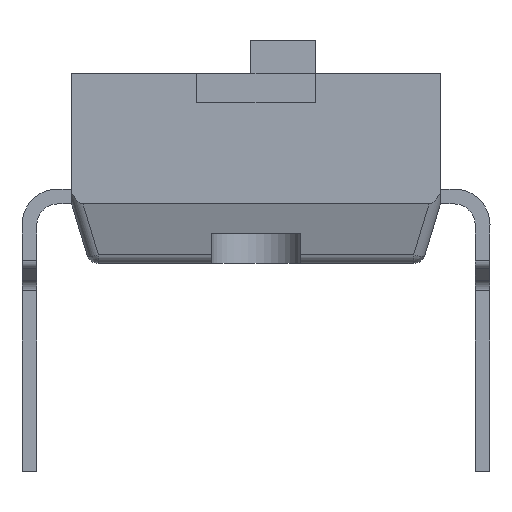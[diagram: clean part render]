
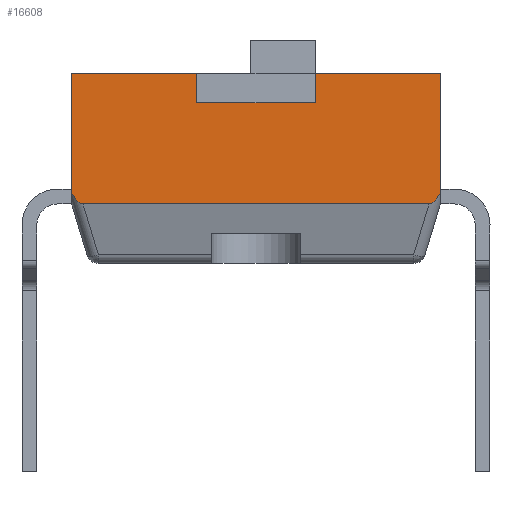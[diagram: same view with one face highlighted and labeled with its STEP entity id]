
A CAD part, left-side view. The second image highlights one B-rep face of the part: STEP entity #16608.
In plain terms, the highlighted planar face has unit normal (-1, 0, 0).
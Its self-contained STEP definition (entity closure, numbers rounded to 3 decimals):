
#270 = VERTEX_POINT ( 'NONE', #10557 ) ;
#544 = EDGE_CURVE ( 'NONE', #13193, #12479, #6910, .T. ) ;
#953 = VECTOR ( 'NONE', #17116, 1000. ) ;
#1147 = DIRECTION ( 'NONE',  ( -1., 0., 0. ) ) ;
#1219 = CARTESIAN_POINT ( 'NONE',  ( -8.12, 2.961, -2.2 ) ) ;
#1480 = EDGE_CURVE ( 'NONE', #8975, #11985, #12845, .T. ) ;
#1692 = CARTESIAN_POINT ( 'NONE',  ( -8.12, 2.726, 0. ) ) ;
#2090 = VERTEX_POINT ( 'NONE', #15791 ) ;
#2156 = VECTOR ( 'NONE', #13895, 1000. ) ;
#2335 = LINE ( 'NONE', #9690, #953 ) ;
#2553 = CARTESIAN_POINT ( 'NONE',  ( -8.12, 0.996, -3.1 ) ) ;
#2785 = ORIENTED_EDGE ( 'NONE', *, *, #8821, .T. ) ;
#3086 = CARTESIAN_POINT ( 'NONE',  ( -8.12, -3.1, -2.016 ) ) ;
#4157 = LINE ( 'NONE', #11823, #18977 ) ;
#4334 = LINE ( 'NONE', #15296, #2156 ) ;
#4880 = CARTESIAN_POINT ( 'NONE',  ( -8.12, -3.028, -2.136 ) ) ;
#5414 = EDGE_CURVE ( 'NONE', #18182, #270, #4334, .T. ) ;
#5527 =( BOUNDED_CURVE ( )  B_SPLINE_CURVE ( 3, ( #3086, #4880, #9248, #17049 ),
 .UNSPECIFIED., .F., .T. ) 
 B_SPLINE_CURVE_WITH_KNOTS ( ( 4, 4 ),
 ( 2.315, 3.059 ),
 .UNSPECIFIED. ) 
 CURVE ( )  GEOMETRIC_REPRESENTATION_ITEM ( )  RATIONAL_B_SPLINE_CURVE ( ( 1., 0.954, 0.954, 1. ) ) 
 REPRESENTATION_ITEM ( '' )  );
#5857 = ORIENTED_EDGE ( 'NONE', *, *, #5414, .F. ) ;
#6119 = DIRECTION ( 'NONE',  ( 0., 0., 1. ) ) ;
#6219 = LINE ( 'NONE', #12110, #17283 ) ;
#6539 = AXIS2_PLACEMENT_3D ( 'NONE', #14841, #1147, #14734 ) ;
#6615 = CARTESIAN_POINT ( 'NONE',  ( -8.12, 3.1, -2.016 ) ) ;
#6768 = EDGE_CURVE ( 'NONE', #11985, #16010, #4157, .T. ) ;
#6910 = LINE ( 'NONE', #16105, #18532 ) ;
#7199 = DIRECTION ( 'NONE',  ( 0., 0., -1. ) ) ;
#7293 = CARTESIAN_POINT ( 'NONE',  ( -8.12, 2.908, -2.2 ) ) ;
#7764 = DIRECTION ( 'NONE',  ( 0., 1., 0. ) ) ;
#8026 = VERTEX_POINT ( 'NONE', #6615 ) ;
#8323 = VECTOR ( 'NONE', #18951, 1000. ) ;
#8821 = EDGE_CURVE ( 'NONE', #12479, #8975, #12978, .T. ) ;
#8975 = VERTEX_POINT ( 'NONE', #18581 ) ;
#9010 = ORIENTED_EDGE ( 'NONE', *, *, #15597, .T. ) ;
#9248 = CARTESIAN_POINT ( 'NONE',  ( -8.12, -2.961, -2.2 ) ) ;
#9690 = CARTESIAN_POINT ( 'NONE',  ( -8.12, 3.1, -3.1 ) ) ;
#9936 = EDGE_CURVE ( 'NONE', #16010, #8026, #2335, .T. ) ;
#10111 = ORIENTED_EDGE ( 'NONE', *, *, #544, .T. ) ;
#10154 = CARTESIAN_POINT ( 'NONE',  ( -8.12, -0.996, 0. ) ) ;
#10209 = DIRECTION ( 'NONE',  ( 0., 1., 0. ) ) ;
#10557 = CARTESIAN_POINT ( 'NONE',  ( -8.12, 2.908, -2.2 ) ) ;
#11579 = CARTESIAN_POINT ( 'NONE',  ( -8.12, 2.726, -0.5 ) ) ;
#11823 = CARTESIAN_POINT ( 'NONE',  ( -8.12, 2.726, 0. ) ) ;
#11985 = VERTEX_POINT ( 'NONE', #18770 ) ;
#12110 = CARTESIAN_POINT ( 'NONE',  ( -8.12, -3.1, -3.1 ) ) ;
#12479 = VERTEX_POINT ( 'NONE', #15546 ) ;
#12494 = EDGE_CURVE ( 'NONE', #2090, #18182, #5527, .T. ) ;
#12604 = ORIENTED_EDGE ( 'NONE', *, *, #1480, .T. ) ;
#12845 = LINE ( 'NONE', #2553, #8323 ) ;
#12928 = EDGE_CURVE ( 'NONE', #8026, #270, #15099, .T. ) ;
#12978 = LINE ( 'NONE', #11579, #14592 ) ;
#13128 = CARTESIAN_POINT ( 'NONE',  ( -8.12, 3.1, 0. ) ) ;
#13177 = DIRECTION ( 'NONE',  ( 0., 1., 0. ) ) ;
#13193 = VERTEX_POINT ( 'NONE', #10154 ) ;
#13895 = DIRECTION ( 'NONE',  ( 0., 1., 0. ) ) ;
#13950 = ORIENTED_EDGE ( 'NONE', *, *, #12928, .T. ) ;
#14592 = VECTOR ( 'NONE', #13177, 1000. ) ;
#14734 = DIRECTION ( 'NONE',  ( 0., 0., 1. ) ) ;
#14818 = CARTESIAN_POINT ( 'NONE',  ( -8.12, 3.028, -2.136 ) ) ;
#14841 = CARTESIAN_POINT ( 'NONE',  ( -8.12, 2.726, -3.1 ) ) ;
#15099 =( BOUNDED_CURVE ( )  B_SPLINE_CURVE ( 3, ( #17810, #14818, #1219, #7293 ),
 .UNSPECIFIED., .F., .F. ) 
 B_SPLINE_CURVE_WITH_KNOTS ( ( 4, 4 ),
 ( 5.456, 6.201 ),
 .UNSPECIFIED. ) 
 CURVE ( )  GEOMETRIC_REPRESENTATION_ITEM ( )  RATIONAL_B_SPLINE_CURVE ( ( 1., 0.954, 0.954, 1. ) ) 
 REPRESENTATION_ITEM ( '' )  );
#15129 = VECTOR ( 'NONE', #7764, 1000. ) ;
#15296 = CARTESIAN_POINT ( 'NONE',  ( -8.12, 2.726, -2.2 ) ) ;
#15501 = ORIENTED_EDGE ( 'NONE', *, *, #17832, .T. ) ;
#15509 = CARTESIAN_POINT ( 'NONE',  ( -8.12, -3.1, 0. ) ) ;
#15546 = CARTESIAN_POINT ( 'NONE',  ( -8.12, -0.996, -0.5 ) ) ;
#15597 = EDGE_CURVE ( 'NONE', #19248, #13193, #18475, .T. ) ;
#15791 = CARTESIAN_POINT ( 'NONE',  ( -8.12, -3.1, -2.016 ) ) ;
#16010 = VERTEX_POINT ( 'NONE', #13128 ) ;
#16105 = CARTESIAN_POINT ( 'NONE',  ( -8.12, -0.996, -3.1 ) ) ;
#16371 = ORIENTED_EDGE ( 'NONE', *, *, #6768, .T. ) ;
#16422 = PLANE ( 'NONE',  #6539 ) ;
#16608 = ADVANCED_FACE ( 'NONE', ( #19554 ), #16422, .T. ) ;
#17049 = CARTESIAN_POINT ( 'NONE',  ( -8.12, -2.908, -2.2 ) ) ;
#17116 = DIRECTION ( 'NONE',  ( 0., 0., -1. ) ) ;
#17173 = ORIENTED_EDGE ( 'NONE', *, *, #12494, .F. ) ;
#17283 = VECTOR ( 'NONE', #6119, 1000. ) ;
#17810 = CARTESIAN_POINT ( 'NONE',  ( -8.12, 3.1, -2.016 ) ) ;
#17832 = EDGE_CURVE ( 'NONE', #2090, #19248, #6219, .T. ) ;
#18182 = VERTEX_POINT ( 'NONE', #19069 ) ;
#18475 = LINE ( 'NONE', #1692, #15129 ) ;
#18532 = VECTOR ( 'NONE', #7199, 1000. ) ;
#18581 = CARTESIAN_POINT ( 'NONE',  ( -8.12, 0.996, -0.5 ) ) ;
#18770 = CARTESIAN_POINT ( 'NONE',  ( -8.12, 0.996, 0. ) ) ;
#18951 = DIRECTION ( 'NONE',  ( 0., 0., 1. ) ) ;
#18977 = VECTOR ( 'NONE', #10209, 1000. ) ;
#19069 = CARTESIAN_POINT ( 'NONE',  ( -8.12, -2.908, -2.2 ) ) ;
#19248 = VERTEX_POINT ( 'NONE', #15509 ) ;
#19307 = EDGE_LOOP ( 'NONE', ( #15501, #9010, #10111, #2785, #12604, #16371, #19580, #13950, #5857, #17173 ) ) ;
#19554 = FACE_OUTER_BOUND ( 'NONE', #19307, .T. ) ;
#19580 = ORIENTED_EDGE ( 'NONE', *, *, #9936, .T. ) ;
